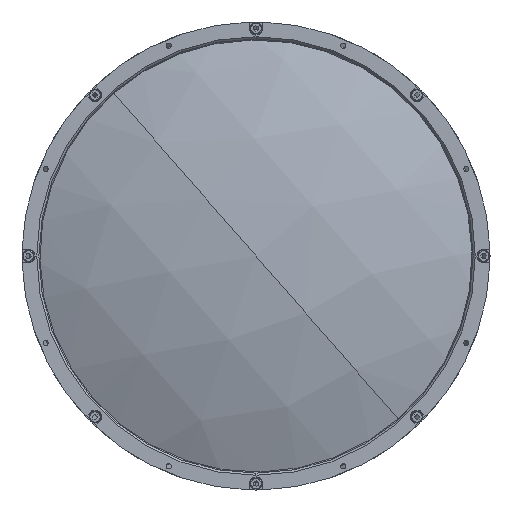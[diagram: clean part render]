
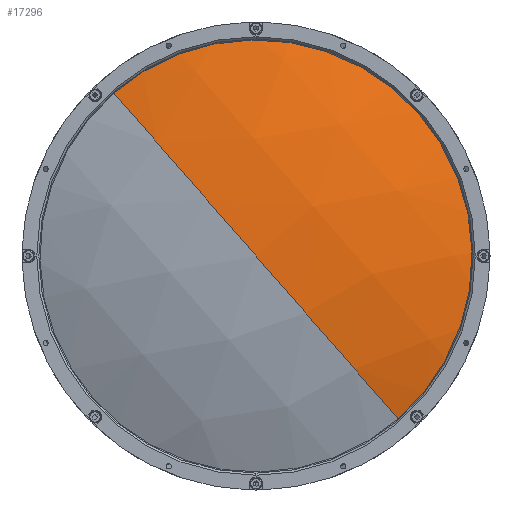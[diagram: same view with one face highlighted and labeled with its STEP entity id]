
A CAD part, left-side view. The second image highlights one B-rep face of the part: STEP entity #17296.
In plain terms, the highlighted spherical face has radius 264.145 mm.
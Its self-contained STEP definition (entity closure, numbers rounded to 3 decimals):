
#1476 = AXIS2_PLACEMENT_3D ( 'NONE', #7459, #17756, #8964 ) ;
#2130 = DIRECTION ( 'NONE',  ( -1., 0., 0. ) ) ;
#2441 = DIRECTION ( 'NONE',  ( 0., -0.657, -0.753 ) ) ;
#2463 = EDGE_LOOP ( 'NONE', ( #17795, #18203, #8671 ) ) ;
#2993 = FACE_OUTER_BOUND ( 'NONE', #2463, .T. ) ;
#3063 = CARTESIAN_POINT ( 'NONE',  ( -3.1, 0., 0. ) ) ;
#4914 = AXIS2_PLACEMENT_3D ( 'NONE', #11018, #2130, #12494 ) ;
#5757 = VERTEX_POINT ( 'NONE', #3063 ) ;
#6064 = EDGE_CURVE ( 'NONE', #7323, #5757, #17968, .T. ) ;
#6405 = EDGE_CURVE ( 'NONE', #11714, #7323, #14753, .T. ) ;
#6811 = DIRECTION ( 'NONE',  ( 0., -0.753, 0.657 ) ) ;
#7323 = VERTEX_POINT ( 'NONE', #11188 ) ;
#7459 = CARTESIAN_POINT ( 'NONE',  ( 261.045, 0., 0. ) ) ;
#8671 = ORIENTED_EDGE ( 'NONE', *, *, #11059, .F. ) ;
#8964 = DIRECTION ( 'NONE',  ( 0., 0.657, 0.753 ) ) ;
#10891 = SPHERICAL_SURFACE ( 'NONE', #13694, 264.145 ) ;
#11018 = CARTESIAN_POINT ( 'NONE',  ( 18.666, 0., 0. ) ) ;
#11059 = EDGE_CURVE ( 'NONE', #11714, #5757, #11698, .T. ) ;
#11188 = CARTESIAN_POINT ( 'NONE',  ( 18.666, 69.034, 79.116 ) ) ;
#11326 = CARTESIAN_POINT ( 'NONE',  ( 261.045, 0., 0. ) ) ;
#11698 = CIRCLE ( 'NONE', #1476, 264.145 ) ;
#11714 = VERTEX_POINT ( 'NONE', #17166 ) ;
#12494 = DIRECTION ( 'NONE',  ( 0., -0.753, 0.657 ) ) ;
#13694 = AXIS2_PLACEMENT_3D ( 'NONE', #11326, #18547, #2441 ) ;
#14085 = AXIS2_PLACEMENT_3D ( 'NONE', #15647, #6811, #17113 ) ;
#14753 = CIRCLE ( 'NONE', #4914, 105. ) ;
#15647 = CARTESIAN_POINT ( 'NONE',  ( 261.045, 0., 0. ) ) ;
#17113 = DIRECTION ( 'NONE',  ( 0., -0.657, -0.753 ) ) ;
#17166 = CARTESIAN_POINT ( 'NONE',  ( 18.666, -69.034, -79.116 ) ) ;
#17296 = ADVANCED_FACE ( 'NONE', ( #2993 ), #10891, .T. ) ;
#17756 = DIRECTION ( 'NONE',  ( 0., 0.753, -0.657 ) ) ;
#17795 = ORIENTED_EDGE ( 'NONE', *, *, #6405, .T. ) ;
#17968 = CIRCLE ( 'NONE', #14085, 264.145 ) ;
#18203 = ORIENTED_EDGE ( 'NONE', *, *, #6064, .T. ) ;
#18547 = DIRECTION ( 'NONE',  ( 0., -0.753, 0.657 ) ) ;
